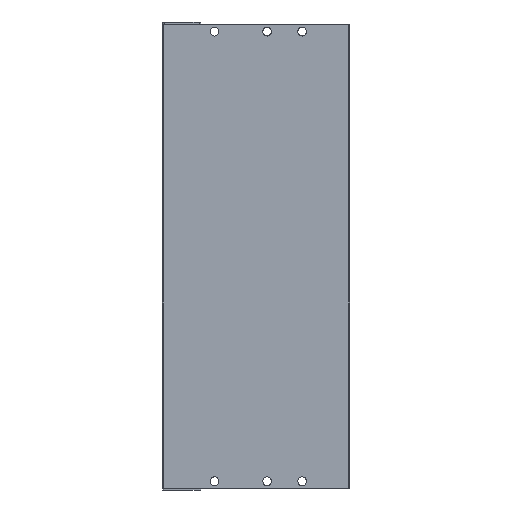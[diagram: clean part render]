
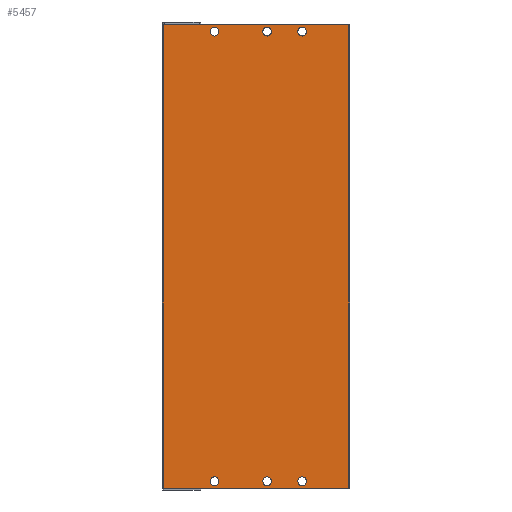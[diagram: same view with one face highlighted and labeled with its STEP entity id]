
A CAD part, front view. The second image highlights one B-rep face of the part: STEP entity #5457.
In plain terms, the highlighted planar face has unit normal (0, -1, 0).
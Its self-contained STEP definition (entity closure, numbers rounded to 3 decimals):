
#122 = CARTESIAN_POINT ( 'NONE',  ( 106.2, 0., 0. ) ) ;
#126 = VERTEX_POINT ( 'NONE', #122 ) ;
#208 = CARTESIAN_POINT ( 'NONE',  ( 79.7, 0., -260.5 ) ) ;
#290 = CIRCLE ( 'NONE', #12007, 2.5 ) ;
#367 = FACE_BOUND ( 'NONE', #9585, .T. ) ;
#403 = CARTESIAN_POINT ( 'NONE',  ( 59.7, 0., -258. ) ) ;
#418 = FACE_BOUND ( 'NONE', #9604, .T. ) ;
#430 = VERTEX_POINT ( 'NONE', #3591 ) ;
#450 = VECTOR ( 'NONE', #9807, 1000. ) ;
#893 = CIRCLE ( 'NONE', #10038, 2.5 ) ;
#956 = CARTESIAN_POINT ( 'NONE',  ( 79.7, 0., -4. ) ) ;
#1038 = EDGE_CURVE ( 'NONE', #10795, #8440, #8981, .T. ) ;
#1163 = AXIS2_PLACEMENT_3D ( 'NONE', #2359, #1172, #5159 ) ;
#1172 = DIRECTION ( 'NONE',  ( 0., 1., 0. ) ) ;
#1451 = EDGE_CURVE ( 'NONE', #3017, #8941, #10697, .T. ) ;
#1910 = ORIENTED_EDGE ( 'NONE', *, *, #3781, .T. ) ;
#1998 = DIRECTION ( 'NONE',  ( 0., 1., 0. ) ) ;
#2076 = DIRECTION ( 'NONE',  ( 0., 0., -1. ) ) ;
#2094 = AXIS2_PLACEMENT_3D ( 'NONE', #8236, #5312, #11964 ) ;
#2253 = AXIS2_PLACEMENT_3D ( 'NONE', #4231, #10899, #3353 ) ;
#2359 = CARTESIAN_POINT ( 'NONE',  ( 79.7, 0., -4. ) ) ;
#2383 = ORIENTED_EDGE ( 'NONE', *, *, #9779, .T. ) ;
#2549 = AXIS2_PLACEMENT_3D ( 'NONE', #3812, #1998, #9606 ) ;
#2578 = DIRECTION ( 'NONE',  ( 0., 0., -1. ) ) ;
#2807 = ORIENTED_EDGE ( 'NONE', *, *, #3251, .T. ) ;
#2945 = EDGE_LOOP ( 'NONE', ( #2383, #1910 ) ) ;
#2978 = EDGE_CURVE ( 'NONE', #9405, #10438, #290, .T. ) ;
#3017 = VERTEX_POINT ( 'NONE', #403 ) ;
#3190 = DIRECTION ( 'NONE',  ( 0., 0., -1. ) ) ;
#3207 = EDGE_LOOP ( 'NONE', ( #2807, #10660 ) ) ;
#3217 = ORIENTED_EDGE ( 'NONE', *, *, #11833, .T. ) ;
#3251 = EDGE_CURVE ( 'NONE', #10766, #8837, #893, .T. ) ;
#3342 = LINE ( 'NONE', #10127, #6609 ) ;
#3353 = DIRECTION ( 'NONE',  ( 0., 0., -1. ) ) ;
#3575 = ORIENTED_EDGE ( 'NONE', *, *, #1038, .T. ) ;
#3591 = CARTESIAN_POINT ( 'NONE',  ( 79.7, 0., -263. ) ) ;
#3781 = EDGE_CURVE ( 'NONE', #10062, #430, #7615, .T. ) ;
#3804 = CARTESIAN_POINT ( 'NONE',  ( 79.7, 0., -258. ) ) ;
#3812 = CARTESIAN_POINT ( 'NONE',  ( 59.7, 0., -260.5 ) ) ;
#3886 = DIRECTION ( 'NONE',  ( 0., 1., 0. ) ) ;
#3983 = EDGE_LOOP ( 'NONE', ( #5002, #5510 ) ) ;
#4102 = VECTOR ( 'NONE', #7322, 1000. ) ;
#4218 = CARTESIAN_POINT ( 'NONE',  ( 0.5, 0., -264.5 ) ) ;
#4231 = CARTESIAN_POINT ( 'NONE',  ( 79.7, 0., -260.5 ) ) ;
#4281 = DIRECTION ( 'NONE',  ( 0., 0., -1. ) ) ;
#4326 = VERTEX_POINT ( 'NONE', #7498 ) ;
#4340 = ORIENTED_EDGE ( 'NONE', *, *, #2978, .T. ) ;
#4381 = DIRECTION ( 'NONE',  ( 0., 0., -1. ) ) ;
#4417 = EDGE_CURVE ( 'NONE', #8543, #4326, #5594, .T. ) ;
#4425 = LINE ( 'NONE', #10088, #9115 ) ;
#4450 = CARTESIAN_POINT ( 'NONE',  ( 59.7, 0., -4. ) ) ;
#4516 = ORIENTED_EDGE ( 'NONE', *, *, #6192, .T. ) ;
#4646 = CARTESIAN_POINT ( 'NONE',  ( 79.7, 0., -1.5 ) ) ;
#4679 = ORIENTED_EDGE ( 'NONE', *, *, #9792, .T. ) ;
#4752 = DIRECTION ( 'NONE',  ( 0., 1., 0. ) ) ;
#5002 = ORIENTED_EDGE ( 'NONE', *, *, #4417, .T. ) ;
#5121 = AXIS2_PLACEMENT_3D ( 'NONE', #11665, #5999, #6065 ) ;
#5159 = DIRECTION ( 'NONE',  ( 0., 0., -1. ) ) ;
#5189 = EDGE_CURVE ( 'NONE', #10438, #9405, #11384, .T. ) ;
#5271 = ORIENTED_EDGE ( 'NONE', *, *, #11616, .T. ) ;
#5312 = DIRECTION ( 'NONE',  ( 0., 1., 0. ) ) ;
#5328 = LINE ( 'NONE', #8129, #4102 ) ;
#5335 = PLANE ( 'NONE',  #6824 ) ;
#5370 = CARTESIAN_POINT ( 'NONE',  ( 29.7, 0., -4. ) ) ;
#5457 = ADVANCED_FACE ( 'NONE', ( #8943, #9831, #367, #9007, #6214, #418, #7892 ), #5335, .T. ) ;
#5510 = ORIENTED_EDGE ( 'NONE', *, *, #9889, .T. ) ;
#5554 = VERTEX_POINT ( 'NONE', #4646 ) ;
#5594 = CIRCLE ( 'NONE', #7583, 2.5 ) ;
#5671 = ORIENTED_EDGE ( 'NONE', *, *, #8188, .T. ) ;
#5999 = DIRECTION ( 'NONE',  ( 0., 1., 0. ) ) ;
#6007 = CARTESIAN_POINT ( 'NONE',  ( 0.5, 0., -264.5 ) ) ;
#6065 = DIRECTION ( 'NONE',  ( 0., 0., -1. ) ) ;
#6192 = EDGE_CURVE ( 'NONE', #126, #7361, #3342, .T. ) ;
#6214 = FACE_BOUND ( 'NONE', #3983, .T. ) ;
#6278 = DIRECTION ( 'NONE',  ( 0., -1., 0. ) ) ;
#6314 = AXIS2_PLACEMENT_3D ( 'NONE', #208, #6624, #10607 ) ;
#6375 = CARTESIAN_POINT ( 'NONE',  ( 59.7, 0., -6.5 ) ) ;
#6412 = CARTESIAN_POINT ( 'NONE',  ( 59.7, 0., -4. ) ) ;
#6418 = CARTESIAN_POINT ( 'NONE',  ( 79.7, 0., -6.5 ) ) ;
#6609 = VECTOR ( 'NONE', #7331, 1000. ) ;
#6624 = DIRECTION ( 'NONE',  ( 0., 1., 0. ) ) ;
#6701 = AXIS2_PLACEMENT_3D ( 'NONE', #956, #4752, #2076 ) ;
#6806 = DIRECTION ( 'NONE',  ( 0., 1., 0. ) ) ;
#6824 = AXIS2_PLACEMENT_3D ( 'NONE', #4218, #6278, #4281 ) ;
#7129 = DIRECTION ( 'NONE',  ( 0., 1., 0. ) ) ;
#7150 = CARTESIAN_POINT ( 'NONE',  ( 0.5, 0., -264.5 ) ) ;
#7261 = ORIENTED_EDGE ( 'NONE', *, *, #8937, .T. ) ;
#7322 = DIRECTION ( 'NONE',  ( 0., 0., -1. ) ) ;
#7331 = DIRECTION ( 'NONE',  ( -1., 0., 0. ) ) ;
#7361 = VERTEX_POINT ( 'NONE', #9949 ) ;
#7495 = CIRCLE ( 'NONE', #11670, 2.5 ) ;
#7498 = CARTESIAN_POINT ( 'NONE',  ( 29.7, 0., -258. ) ) ;
#7583 = AXIS2_PLACEMENT_3D ( 'NONE', #11535, #6806, #11725 ) ;
#7615 = CIRCLE ( 'NONE', #2253, 2.5 ) ;
#7652 = CARTESIAN_POINT ( 'NONE',  ( 59.7, 0., -1.5 ) ) ;
#7860 = CARTESIAN_POINT ( 'NONE',  ( 29.7, 0., -4. ) ) ;
#7892 = FACE_BOUND ( 'NONE', #2945, .T. ) ;
#7897 = CIRCLE ( 'NONE', #6701, 2.5 ) ;
#7920 = CIRCLE ( 'NONE', #1163, 2.5 ) ;
#8129 = CARTESIAN_POINT ( 'NONE',  ( 0.5, 0., -264.5 ) ) ;
#8188 = EDGE_CURVE ( 'NONE', #8941, #3017, #10244, .T. ) ;
#8236 = CARTESIAN_POINT ( 'NONE',  ( 59.7, 0., -260.5 ) ) ;
#8239 = DIRECTION ( 'NONE',  ( 0., 1., 0. ) ) ;
#8440 = VERTEX_POINT ( 'NONE', #8599 ) ;
#8543 = VERTEX_POINT ( 'NONE', #10017 ) ;
#8599 = CARTESIAN_POINT ( 'NONE',  ( 106.2, 0., -264.5 ) ) ;
#8837 = VERTEX_POINT ( 'NONE', #10633 ) ;
#8937 = EDGE_CURVE ( 'NONE', #7361, #10795, #5328, .T. ) ;
#8941 = VERTEX_POINT ( 'NONE', #11924 ) ;
#8943 = FACE_OUTER_BOUND ( 'NONE', #9469, .T. ) ;
#8981 = LINE ( 'NONE', #6007, #450 ) ;
#9007 = FACE_BOUND ( 'NONE', #10632, .T. ) ;
#9115 = VECTOR ( 'NONE', #11272, 1000. ) ;
#9403 = EDGE_CURVE ( 'NONE', #8837, #10766, #7495, .T. ) ;
#9405 = VERTEX_POINT ( 'NONE', #6375 ) ;
#9440 = ORIENTED_EDGE ( 'NONE', *, *, #5189, .T. ) ;
#9469 = EDGE_LOOP ( 'NONE', ( #3575, #5271, #4516, #7261 ) ) ;
#9585 = EDGE_LOOP ( 'NONE', ( #4340, #9440 ) ) ;
#9604 = EDGE_LOOP ( 'NONE', ( #5671, #9940 ) ) ;
#9606 = DIRECTION ( 'NONE',  ( 0., 0., -1. ) ) ;
#9779 = EDGE_CURVE ( 'NONE', #430, #10062, #11677, .T. ) ;
#9792 = EDGE_CURVE ( 'NONE', #5554, #11578, #7897, .T. ) ;
#9797 = AXIS2_PLACEMENT_3D ( 'NONE', #6412, #12067, #12193 ) ;
#9807 = DIRECTION ( 'NONE',  ( 1., 0., 0. ) ) ;
#9831 = FACE_BOUND ( 'NONE', #3207, .T. ) ;
#9889 = EDGE_CURVE ( 'NONE', #4326, #8543, #10694, .T. ) ;
#9940 = ORIENTED_EDGE ( 'NONE', *, *, #1451, .T. ) ;
#9949 = CARTESIAN_POINT ( 'NONE',  ( 0.5, 0., 0. ) ) ;
#10017 = CARTESIAN_POINT ( 'NONE',  ( 29.7, 0., -263. ) ) ;
#10038 = AXIS2_PLACEMENT_3D ( 'NONE', #7860, #3886, #3190 ) ;
#10062 = VERTEX_POINT ( 'NONE', #3804 ) ;
#10088 = CARTESIAN_POINT ( 'NONE',  ( 106.2, 0., -264.5 ) ) ;
#10127 = CARTESIAN_POINT ( 'NONE',  ( 0.5, 0., 0. ) ) ;
#10244 = CIRCLE ( 'NONE', #2094, 2.5 ) ;
#10353 = CARTESIAN_POINT ( 'NONE',  ( 29.7, 0., -6.5 ) ) ;
#10438 = VERTEX_POINT ( 'NONE', #7652 ) ;
#10607 = DIRECTION ( 'NONE',  ( 0., 0., -1. ) ) ;
#10632 = EDGE_LOOP ( 'NONE', ( #3217, #4679 ) ) ;
#10633 = CARTESIAN_POINT ( 'NONE',  ( 29.7, 0., -1.5 ) ) ;
#10660 = ORIENTED_EDGE ( 'NONE', *, *, #9403, .T. ) ;
#10694 = CIRCLE ( 'NONE', #5121, 2.5 ) ;
#10697 = CIRCLE ( 'NONE', #2549, 2.5 ) ;
#10766 = VERTEX_POINT ( 'NONE', #10353 ) ;
#10795 = VERTEX_POINT ( 'NONE', #7150 ) ;
#10899 = DIRECTION ( 'NONE',  ( 0., 1., 0. ) ) ;
#11272 = DIRECTION ( 'NONE',  ( 0., 0., 1. ) ) ;
#11384 = CIRCLE ( 'NONE', #9797, 2.5 ) ;
#11535 = CARTESIAN_POINT ( 'NONE',  ( 29.7, 0., -260.5 ) ) ;
#11578 = VERTEX_POINT ( 'NONE', #6418 ) ;
#11616 = EDGE_CURVE ( 'NONE', #8440, #126, #4425, .T. ) ;
#11665 = CARTESIAN_POINT ( 'NONE',  ( 29.7, 0., -260.5 ) ) ;
#11670 = AXIS2_PLACEMENT_3D ( 'NONE', #5370, #8239, #2578 ) ;
#11677 = CIRCLE ( 'NONE', #6314, 2.5 ) ;
#11725 = DIRECTION ( 'NONE',  ( 0., 0., -1. ) ) ;
#11833 = EDGE_CURVE ( 'NONE', #11578, #5554, #7920, .T. ) ;
#11924 = CARTESIAN_POINT ( 'NONE',  ( 59.7, 0., -263. ) ) ;
#11964 = DIRECTION ( 'NONE',  ( 0., 0., -1. ) ) ;
#12007 = AXIS2_PLACEMENT_3D ( 'NONE', #4450, #7129, #4381 ) ;
#12067 = DIRECTION ( 'NONE',  ( 0., 1., 0. ) ) ;
#12193 = DIRECTION ( 'NONE',  ( 0., 0., -1. ) ) ;
